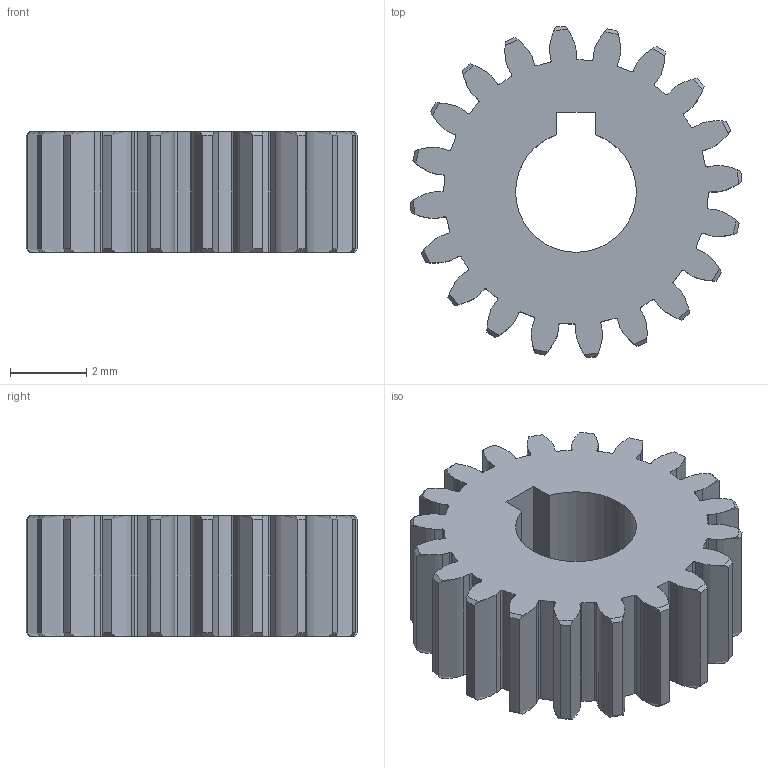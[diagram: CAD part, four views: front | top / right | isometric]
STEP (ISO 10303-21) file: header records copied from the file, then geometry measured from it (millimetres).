
FILE_DESCRIPTION (( 'STEP AP214' ), '1' );
FILE_NAME ('64dp-20pa-20t spur gear.STEP', '2021-08-15T10:48:54', ( '' ), ( '' ), 'SwSTEP 2.0', 'SolidWorks 2019', '' );
FILE_SCHEMA (( 'AUTOMOTIVE_DESIGN' ));
Length unit declared in the file: inch
Products named in the file (1): 64dp-20pa-20t spur gear
Bounding box: 8.71 x 8.71 x 3.17 mm (x, y, z)
Volume: 126.5 mm3; surface area: 277.4 mm2
Topology: 1 solids, 1 shells, 217 faces, 645 edges, 430 vertices
Faces by surface type: cylinder 92, plane 45, cone 40, bspline 40
Entity records: 10507 total; most frequent: CARTESIAN_POINT 4853, ORIENTED_EDGE 1290, DIRECTION 1065, EDGE_CURVE 645, VERTEX_POINT 430, AXIS2_PLACEMENT_3D 402, LINE 261, VECTOR 261
